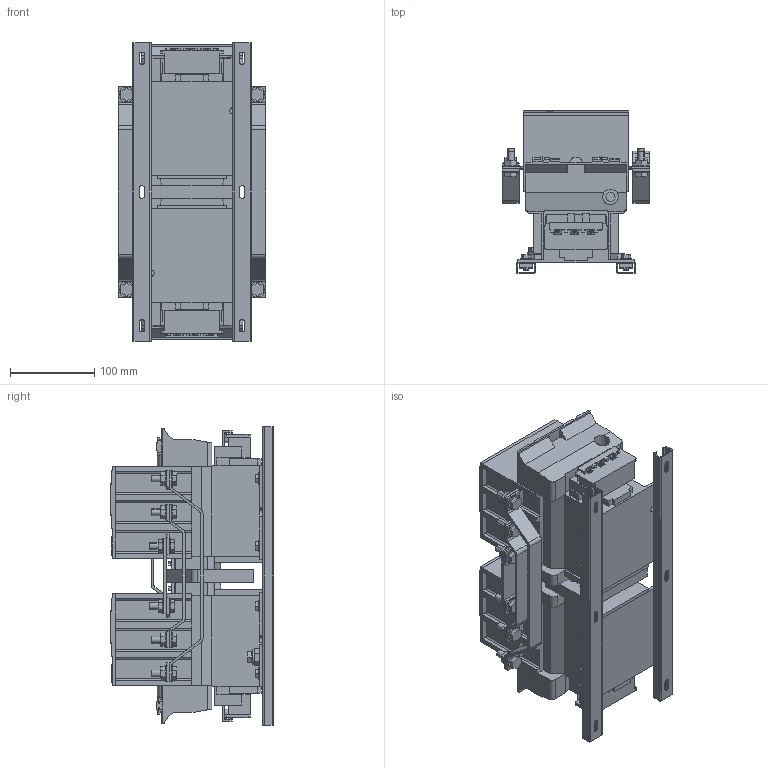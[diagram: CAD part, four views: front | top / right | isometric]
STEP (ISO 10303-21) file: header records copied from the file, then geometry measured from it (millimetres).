
FILE_DESCRIPTION (( 'STEP AP214' ), '1' );
FILE_NAME ('KKT53-185-400-10 Êîíòàêòîð ÊÒÈ-51853 ðåâåðñ 185À 400Â_ÀÑ3 ÈÝÊ.STEP', '2017-12-25T07:38:36', ( '' ), ( '' ), 'SwSTEP 2.0', 'SolidWorks 2014', '' );
FILE_SCHEMA (( 'AUTOMOTIVE_DESIGN' ));
Length unit declared in the file: millimetre
Products named in the file (1): KKT53-185-400-10 Êîíòàêòîð ÊÒÈ-51853 ðåâåðñ 185À  400Â_ÀÑ3  ÈÝÊ
Bounding box: 175.4 x 193.38 x 355 mm (x, y, z)
Volume: 5198003.6 mm3; surface area: 506422 mm2
Topology: 2 solids, 30 shells, 3058 faces, 8482 edges, 5552 vertices
Faces by surface type: plane 2094, cylinder 580, bspline 362, torus 18, cone 4
Entity records: 119135 total; most frequent: CARTESIAN_POINT 42373, ORIENTED_EDGE 16940, DIRECTION 14258, EDGE_CURVE 8470, VECTOR 6180, LINE 6180, VERTEX_POINT 5552, AXIS2_PLACEMENT_3D 4039
